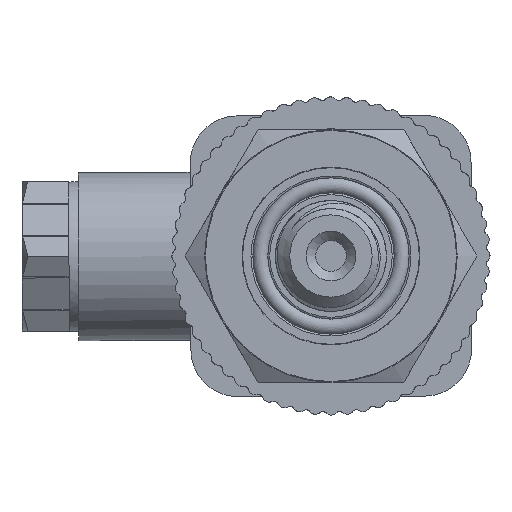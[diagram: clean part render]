
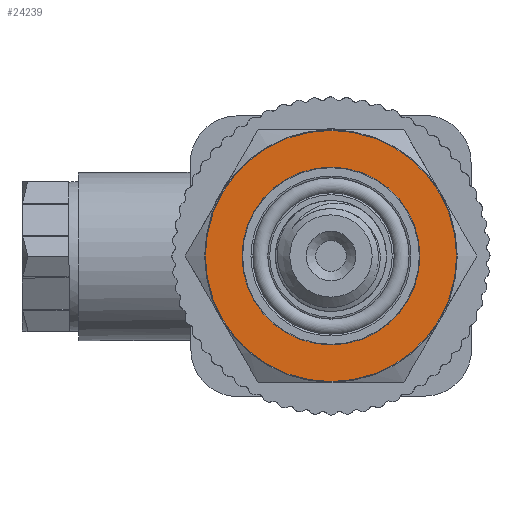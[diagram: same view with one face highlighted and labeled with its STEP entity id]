
A CAD part, left-side view. The second image highlights one B-rep face of the part: STEP entity #24239.
In plain terms, the highlighted planar face has unit normal (-1, 0, 0).
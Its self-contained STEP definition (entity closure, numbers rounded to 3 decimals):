
#342=PLANE('',#25554);
#1542=FACE_BOUND('',#3334,.T.);
#1943=FACE_OUTER_BOUND('',#3333,.T.);
#3333=EDGE_LOOP('',(#17918));
#3334=EDGE_LOOP('',(#17919));
#4594=CIRCLE('',#25555,13.425);
#4595=CIRCLE('',#25556,9.5);
#10647=VERTEX_POINT('',#44411);
#10648=VERTEX_POINT('',#44413);
#13393=EDGE_CURVE('',#10647,#10647,#4594,.T.);
#13394=EDGE_CURVE('',#10648,#10648,#4595,.T.);
#17918=ORIENTED_EDGE('',*,*,#13393,.F.);
#17919=ORIENTED_EDGE('',*,*,#13394,.T.);
#24239=ADVANCED_FACE('',(#1943,#1542),#342,.F.);
#25554=AXIS2_PLACEMENT_3D('',#44410,#27543,#27544);
#25555=AXIS2_PLACEMENT_3D('',#44412,#27545,#27546);
#25556=AXIS2_PLACEMENT_3D('',#44414,#27547,#27548);
#27543=DIRECTION('center_axis',(1.,0.,0.));
#27544=DIRECTION('ref_axis',(0.,0.,-1.));
#27545=DIRECTION('center_axis',(1.,0.,0.));
#27546=DIRECTION('ref_axis',(0.,1.,0.));
#27547=DIRECTION('center_axis',(1.,0.,0.));
#27548=DIRECTION('ref_axis',(0.,0.,-1.));
#44410=CARTESIAN_POINT('Origin',(-48.,9.5,0.));
#44411=CARTESIAN_POINT('',(-48.,-13.425,0.));
#44412=CARTESIAN_POINT('Origin',(-48.,0.,0.));
#44413=CARTESIAN_POINT('',(-48.,-9.5,0.));
#44414=CARTESIAN_POINT('Origin',(-48.,0.,0.));
